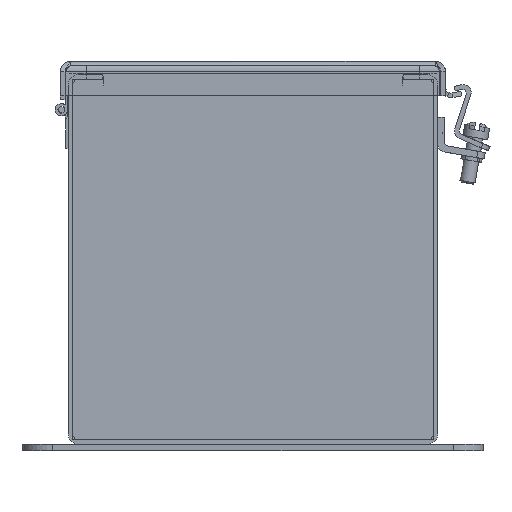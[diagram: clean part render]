
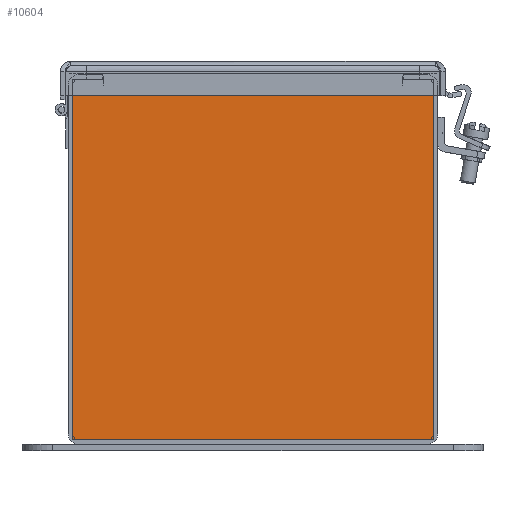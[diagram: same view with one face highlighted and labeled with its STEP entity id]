
A CAD part, left-side view. The second image highlights one B-rep face of the part: STEP entity #10604.
In plain terms, the highlighted planar face has unit normal (-1, 0, 0).
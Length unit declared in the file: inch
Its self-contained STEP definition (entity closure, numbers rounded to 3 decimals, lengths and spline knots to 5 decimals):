
#94 = ORIENTED_EDGE ( 'NONE', *, *, #4866, .F. ) ;
#113 = EDGE_LOOP ( 'NONE', ( #24478, #40254, #26517, #51710, #6146, #5911, #46747, #25977, #17511, #8574, #15831, #94 ) ) ;
#1294 = EDGE_CURVE ( 'NONE', #6276, #26752, #27949, .T. ) ;
#3109 = CARTESIAN_POINT ( 'NONE',  ( -30., 2.4277, 4.676 ) ) ;
#3925 = EDGE_CURVE ( 'NONE', #30331, #30449, #14350, .T. ) ;
#4041 = LINE ( 'NONE', #12474, #6585 ) ;
#4866 = EDGE_CURVE ( 'NONE', #30331, #11336, #4041, .T. ) ;
#5297 = DIRECTION ( 'NONE',  ( 0., 0., 1. ) ) ;
#5414 = DIRECTION ( 'NONE',  ( 0., 0., -1. ) ) ;
#5911 = ORIENTED_EDGE ( 'NONE', *, *, #24083, .F. ) ;
#6146 = ORIENTED_EDGE ( 'NONE', *, *, #1294, .T. ) ;
#6276 = VERTEX_POINT ( 'NONE', #18988 ) ;
#6585 = VECTOR ( 'NONE', #19173, 39.37008 ) ;
#8574 = ORIENTED_EDGE ( 'NONE', *, *, #42432, .F. ) ;
#8916 = DIRECTION ( 'NONE',  ( 0., 0., 1. ) ) ;
#9239 = LINE ( 'NONE', #25352, #45390 ) ;
#9425 = LINE ( 'NONE', #13635, #26094 ) ;
#9688 = CARTESIAN_POINT ( 'NONE',  ( -30., 2.926, 4.676 ) ) ;
#10604 = ADVANCED_FACE ( 'NONE', ( #42839 ), #13783, .F. ) ;
#11336 = VERTEX_POINT ( 'NONE', #36142 ) ;
#11489 = EDGE_CURVE ( 'NONE', #11336, #12947, #42781, .T. ) ;
#12059 = DIRECTION ( 'NONE',  ( 0., 1., 0. ) ) ;
#12474 = CARTESIAN_POINT ( 'NONE',  ( -30., -2.4277, 1.75 ) ) ;
#12947 = VERTEX_POINT ( 'NONE', #36224 ) ;
#13635 = CARTESIAN_POINT ( 'NONE',  ( -30., 2.926, 1.75 ) ) ;
#13783 = PLANE ( 'NONE',  #28251 ) ;
#14172 = VECTOR ( 'NONE', #50928, 39.37008 ) ;
#14350 = LINE ( 'NONE', #30515, #32454 ) ;
#15831 = ORIENTED_EDGE ( 'NONE', *, *, #11489, .F. ) ;
#16793 = CARTESIAN_POINT ( 'NONE',  ( -30., 0., -1.176 ) ) ;
#17441 = LINE ( 'NONE', #40674, #41822 ) ;
#17511 = ORIENTED_EDGE ( 'NONE', *, *, #35461, .F. ) ;
#17534 = LINE ( 'NONE', #34287, #52062 ) ;
#17719 = DIRECTION ( 'NONE',  ( 0., -1., 0. ) ) ;
#18004 = DIRECTION ( 'NONE',  ( 1., 0., 0. ) ) ;
#18236 = VECTOR ( 'NONE', #17719, 39.37008 ) ;
#18294 = DIRECTION ( 'NONE',  ( 0., 1., 0. ) ) ;
#18988 = CARTESIAN_POINT ( 'NONE',  ( -30., 2.4275, 4.58205 ) ) ;
#19173 = DIRECTION ( 'NONE',  ( 0., 0., 1. ) ) ;
#22008 = CARTESIAN_POINT ( 'NONE',  ( -30., 0., 1.75 ) ) ;
#22684 = VERTEX_POINT ( 'NONE', #50106 ) ;
#24083 = EDGE_CURVE ( 'NONE', #46867, #26752, #48683, .T. ) ;
#24478 = ORIENTED_EDGE ( 'NONE', *, *, #3925, .T. ) ;
#25009 = CARTESIAN_POINT ( 'NONE',  ( -30., -2.4275, 4.58225 ) ) ;
#25186 = DIRECTION ( 'NONE',  ( 0., 1., 0. ) ) ;
#25352 = CARTESIAN_POINT ( 'NONE',  ( -30., -2.4275, 4.58205 ) ) ;
#25977 = ORIENTED_EDGE ( 'NONE', *, *, #41030, .F. ) ;
#26094 = VECTOR ( 'NONE', #8916, 39.37008 ) ;
#26178 = CARTESIAN_POINT ( 'NONE',  ( -30., 0., 4.676 ) ) ;
#26517 = ORIENTED_EDGE ( 'NONE', *, *, #27936, .F. ) ;
#26752 = VERTEX_POINT ( 'NONE', #33130 ) ;
#26768 = CARTESIAN_POINT ( 'NONE',  ( -30., -2.4275, 4.58205 ) ) ;
#27936 = EDGE_CURVE ( 'NONE', #35968, #38760, #51173, .T. ) ;
#27949 = LINE ( 'NONE', #44278, #45532 ) ;
#28251 = AXIS2_PLACEMENT_3D ( 'NONE', #22008, #18004, #18294 ) ;
#28371 = DIRECTION ( 'NONE',  ( 0., 0., -1. ) ) ;
#28379 = DIRECTION ( 'NONE',  ( 0., -1., 0. ) ) ;
#28865 = CARTESIAN_POINT ( 'NONE',  ( -30., 0., 4.676 ) ) ;
#29158 = LINE ( 'NONE', #28865, #29539 ) ;
#29539 = VECTOR ( 'NONE', #28379, 39.37008 ) ;
#30331 = VERTEX_POINT ( 'NONE', #49490 ) ;
#30449 = VERTEX_POINT ( 'NONE', #26768 ) ;
#30515 = CARTESIAN_POINT ( 'NONE',  ( -30., -2.4277, 4.58205 ) ) ;
#31666 = CARTESIAN_POINT ( 'NONE',  ( -30., 0., 4.58225 ) ) ;
#32454 = VECTOR ( 'NONE', #25186, 39.37008 ) ;
#32738 = DIRECTION ( 'NONE',  ( 0., 1., 0. ) ) ;
#33130 = CARTESIAN_POINT ( 'NONE',  ( -30., 2.4277, 4.58205 ) ) ;
#33734 = EDGE_CURVE ( 'NONE', #35968, #6276, #17441, .T. ) ;
#34287 = CARTESIAN_POINT ( 'NONE',  ( -30., -2.926, 1.75 ) ) ;
#34477 = CARTESIAN_POINT ( 'NONE',  ( -30., 2.4275, 4.58225 ) ) ;
#35244 = VECTOR ( 'NONE', #32738, 39.37008 ) ;
#35373 = CARTESIAN_POINT ( 'NONE',  ( -30., 2.4277, 1.75 ) ) ;
#35461 = EDGE_CURVE ( 'NONE', #48104, #22684, #49048, .T. ) ;
#35968 = VERTEX_POINT ( 'NONE', #34477 ) ;
#36142 = CARTESIAN_POINT ( 'NONE',  ( -30., -2.4277, 4.676 ) ) ;
#36224 = CARTESIAN_POINT ( 'NONE',  ( -30., -2.926, 4.676 ) ) ;
#36653 = CARTESIAN_POINT ( 'NONE',  ( -30., -2.926, -1.176 ) ) ;
#38760 = VERTEX_POINT ( 'NONE', #25009 ) ;
#40254 = ORIENTED_EDGE ( 'NONE', *, *, #50828, .T. ) ;
#40262 = VERTEX_POINT ( 'NONE', #9688 ) ;
#40674 = CARTESIAN_POINT ( 'NONE',  ( -30., 2.4275, 4.676 ) ) ;
#41030 = EDGE_CURVE ( 'NONE', #22684, #40262, #9425, .T. ) ;
#41603 = EDGE_CURVE ( 'NONE', #40262, #46867, #29158, .T. ) ;
#41822 = VECTOR ( 'NONE', #44901, 39.37008 ) ;
#42432 = EDGE_CURVE ( 'NONE', #12947, #48104, #17534, .T. ) ;
#42781 = LINE ( 'NONE', #26178, #18236 ) ;
#42839 = FACE_OUTER_BOUND ( 'NONE', #113, .T. ) ;
#44278 = CARTESIAN_POINT ( 'NONE',  ( -30., 2.4275, 4.58205 ) ) ;
#44901 = DIRECTION ( 'NONE',  ( 0., 0., -1. ) ) ;
#45390 = VECTOR ( 'NONE', #5297, 39.37008 ) ;
#45532 = VECTOR ( 'NONE', #12059, 39.37008 ) ;
#46073 = VECTOR ( 'NONE', #28371, 39.37008 ) ;
#46747 = ORIENTED_EDGE ( 'NONE', *, *, #41603, .F. ) ;
#46867 = VERTEX_POINT ( 'NONE', #3109 ) ;
#48104 = VERTEX_POINT ( 'NONE', #36653 ) ;
#48683 = LINE ( 'NONE', #35373, #46073 ) ;
#49048 = LINE ( 'NONE', #16793, #35244 ) ;
#49490 = CARTESIAN_POINT ( 'NONE',  ( -30., -2.4277, 4.58205 ) ) ;
#50106 = CARTESIAN_POINT ( 'NONE',  ( -30., 2.926, -1.176 ) ) ;
#50828 = EDGE_CURVE ( 'NONE', #30449, #38760, #9239, .T. ) ;
#50928 = DIRECTION ( 'NONE',  ( 0., -1., 0. ) ) ;
#51173 = LINE ( 'NONE', #31666, #14172 ) ;
#51710 = ORIENTED_EDGE ( 'NONE', *, *, #33734, .T. ) ;
#52062 = VECTOR ( 'NONE', #5414, 39.37008 ) ;
